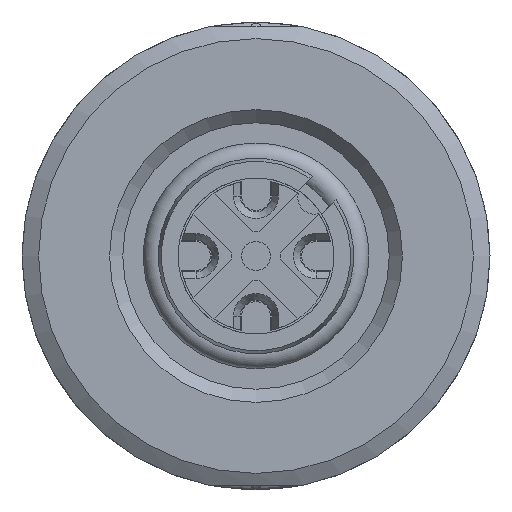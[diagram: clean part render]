
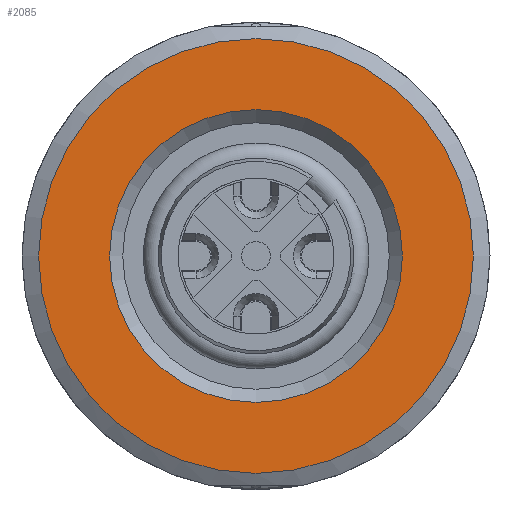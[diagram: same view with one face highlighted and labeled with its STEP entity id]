
A CAD part, front view. The second image highlights one B-rep face of the part: STEP entity #2085.
In plain terms, the highlighted planar face has unit normal (0, -1, 0).
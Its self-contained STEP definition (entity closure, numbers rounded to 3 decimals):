
#597=PLANE('',#20705);
#1619=FACE_BOUND('',#4706,.T.);
#1620=FACE_BOUND('',#4707,.T.);
#2085=ADVANCED_FACE('',(#1619,#1620),#597,.T.);
#4706=EDGE_LOOP('',(#9990));
#4707=EDGE_LOOP('',(#9991));
#9990=ORIENTED_EDGE('',*,*,#16975,.T.);
#9991=ORIENTED_EDGE('',*,*,#16338,.F.);
#14316=VERTEX_POINT('',#28684);
#14623=VERTEX_POINT('',#32576);
#16338=EDGE_CURVE('',#14316,#14316,#19160,.T.);
#16975=EDGE_CURVE('',#14623,#14623,#19441,.T.);
#19160=CIRCLE('',#20196,9.057);
#19441=CIRCLE('',#20704,6.1);
#20196=AXIS2_PLACEMENT_3D('',#28683,#22553,#22554);
#20704=AXIS2_PLACEMENT_3D('',#32575,#23826,#23827);
#20705=AXIS2_PLACEMENT_3D('',#32577,#23828,#23829);
#22553=DIRECTION('',(0.,1.,0.));
#22554=DIRECTION('',(-1.,0.,0.));
#23826=DIRECTION('',(0.,1.,0.));
#23827=DIRECTION('',(0.,0.,1.));
#23828=DIRECTION('',(0.,-1.,0.));
#23829=DIRECTION('',(1.,0.,0.));
#28683=CARTESIAN_POINT('',(64.547,44.362,39.764));
#28684=CARTESIAN_POINT('',(55.49,44.362,39.764));
#32575=CARTESIAN_POINT('',(64.547,44.362,39.764));
#32576=CARTESIAN_POINT('',(64.547,44.362,45.864));
#32577=CARTESIAN_POINT('',(54.584,44.362,29.802));
